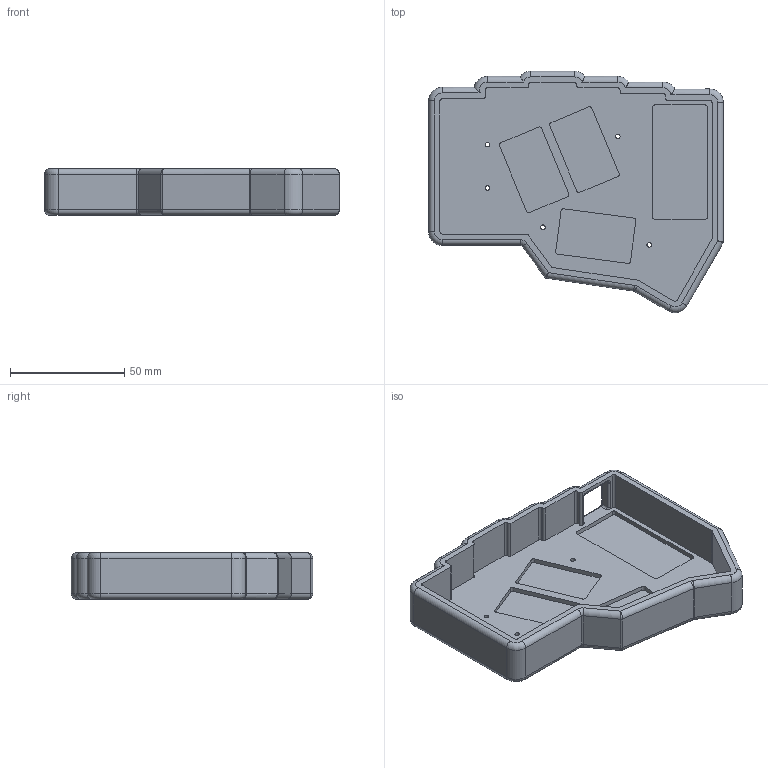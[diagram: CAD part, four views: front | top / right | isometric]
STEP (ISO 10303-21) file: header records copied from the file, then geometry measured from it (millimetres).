
FILE_DESCRIPTION(('HOOPS Exchange Step'),'2;1');
FILE_NAME('temp_export','2022-09-21T12:06:19-04:00',('mobile'),('Shapr3D Limited'),'HOOPS Exchange 2022.1','Shapr3D','Authorized');
FILE_SCHEMA( ('AP203_CONFIGURATION_CONTROLLED_3D_DESIGN_OF_MECHANICAL_PARTS_AND_ASSEMBLIES_MIM_LF') );
Length unit declared in the file: millimetre
Products named in the file (1): Case
Bounding box: 129.07 x 105.69 x 20.5 mm (x, y, z)
Volume: 59346.1 mm3; surface area: 37110.6 mm2
Topology: 1 solids, 1 shells, 195 faces, 508 edges, 321 vertices
Faces by surface type: cylinder 97, plane 62, torus 30, bspline 6
Full cylindrical faces by diameter (mm): 2 x5, 3.6 x5
Entity records: 7050 total; most frequent: CARTESIAN_POINT 2084, DIRECTION 1099, ORIENTED_EDGE 1012, EDGE_CURVE 506, AXIS2_PLACEMENT_3D 425, VERTEX_POINT 321, VECTOR 249, LINE 249
